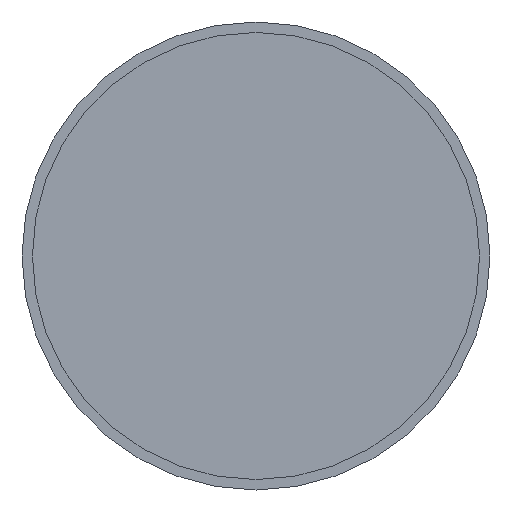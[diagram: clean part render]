
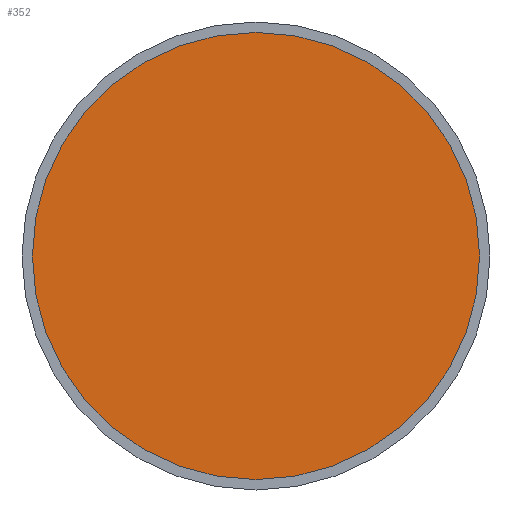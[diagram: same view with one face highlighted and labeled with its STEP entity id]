
A CAD part, front view. The second image highlights one B-rep face of the part: STEP entity #352.
In plain terms, the highlighted planar face has unit normal (0, -1, 0).
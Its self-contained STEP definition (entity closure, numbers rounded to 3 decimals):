
#19 = DIRECTION ( 'NONE',  ( 0., -1., 0. ) ) ;
#49 = DIRECTION ( 'NONE',  ( 0., 0., -1. ) ) ;
#67 = DIRECTION ( 'NONE',  ( 0., 0., -1. ) ) ;
#130 = FACE_OUTER_BOUND ( 'NONE', #292, .T. ) ;
#136 = CARTESIAN_POINT ( 'NONE',  ( 286.504, 2., 21.106 ) ) ;
#150 = CIRCLE ( 'NONE', #446, 430. ) ;
#152 = EDGE_CURVE ( 'NONE', #230, #286, #422, .T. ) ;
#188 = DIRECTION ( 'NONE',  ( 0., -1., 0. ) ) ;
#195 = CARTESIAN_POINT ( 'NONE',  ( 286.504, 2., 21.106 ) ) ;
#227 = CARTESIAN_POINT ( 'NONE',  ( 286.504, 2., -408.894 ) ) ;
#230 = VERTEX_POINT ( 'NONE', #398 ) ;
#250 = CARTESIAN_POINT ( 'NONE',  ( 286.504, 2., 21.106 ) ) ;
#252 = AXIS2_PLACEMENT_3D ( 'NONE', #195, #188, #49 ) ;
#286 = VERTEX_POINT ( 'NONE', #227 ) ;
#292 = EDGE_LOOP ( 'NONE', ( #390, #387 ) ) ;
#295 = AXIS2_PLACEMENT_3D ( 'NONE', #250, #435, #400 ) ;
#348 = PLANE ( 'NONE',  #295 ) ;
#352 = ADVANCED_FACE ( 'NONE', ( #130 ), #348, .T. ) ;
#387 = ORIENTED_EDGE ( 'NONE', *, *, #152, .T. ) ;
#390 = ORIENTED_EDGE ( 'NONE', *, *, #456, .T. ) ;
#398 = CARTESIAN_POINT ( 'NONE',  ( 286.504, 2., 451.106 ) ) ;
#400 = DIRECTION ( 'NONE',  ( 0., 0., -1. ) ) ;
#422 = CIRCLE ( 'NONE', #252, 430. ) ;
#435 = DIRECTION ( 'NONE',  ( 0., -1., 0. ) ) ;
#446 = AXIS2_PLACEMENT_3D ( 'NONE', #136, #19, #67 ) ;
#456 = EDGE_CURVE ( 'NONE', #286, #230, #150, .T. ) ;
